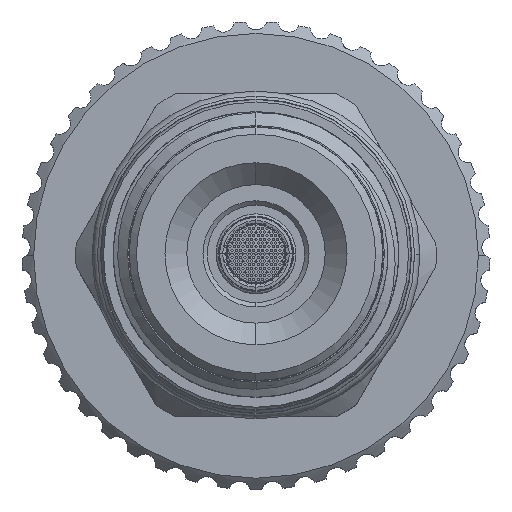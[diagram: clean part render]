
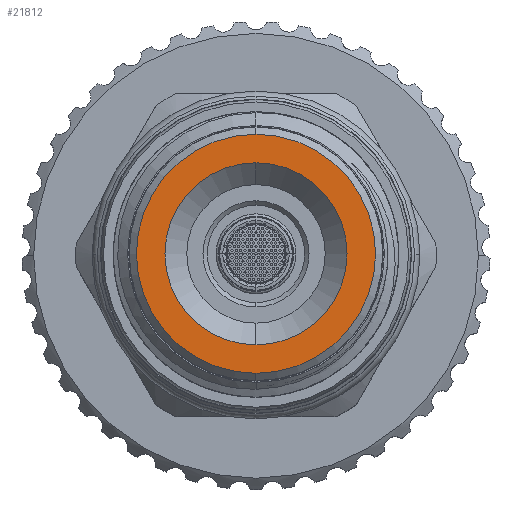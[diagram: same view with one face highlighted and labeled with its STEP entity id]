
A CAD part, top view. The second image highlights one B-rep face of the part: STEP entity #21812.
In plain terms, the highlighted planar face has unit normal (0, 0, 1).
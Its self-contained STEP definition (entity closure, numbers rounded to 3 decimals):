
#521 = CARTESIAN_POINT ( 'NONE',  ( 0., 6.265, 77.63 ) ) ;
#6391 = CIRCLE ( 'NONE', #84225, 6.265 ) ;
#11054 = EDGE_CURVE ( 'NONE', #55517, #11382, #65562, .T. ) ;
#11382 = VERTEX_POINT ( 'NONE', #34184 ) ;
#12792 = DIRECTION ( 'NONE',  ( 0., -1., 0. ) ) ;
#13419 = CARTESIAN_POINT ( 'NONE',  ( 0., 0., 77.63 ) ) ;
#14403 = AXIS2_PLACEMENT_3D ( 'NONE', #73643, #72695, #12792 ) ;
#14756 = FACE_BOUND ( 'NONE', #87668, .T. ) ;
#17103 = ORIENTED_EDGE ( 'NONE', *, *, #86883, .F. ) ;
#19167 = CARTESIAN_POINT ( 'NONE',  ( 0., 0., 77.63 ) ) ;
#21812 = ADVANCED_FACE ( 'NONE', ( #86615, #14756 ), #35784, .F. ) ;
#23866 = VERTEX_POINT ( 'NONE', #521 ) ;
#26080 = DIRECTION ( 'NONE',  ( 0., 0., 1. ) ) ;
#29182 = DIRECTION ( 'NONE',  ( 0., 1., 0. ) ) ;
#30810 = CARTESIAN_POINT ( 'NONE',  ( 0., -6.265, 77.63 ) ) ;
#34184 = CARTESIAN_POINT ( 'NONE',  ( 0., -8.225, 77.63 ) ) ;
#35784 = PLANE ( 'NONE',  #14403 ) ;
#35809 = EDGE_LOOP ( 'NONE', ( #48466, #96408 ) ) ;
#40023 = CARTESIAN_POINT ( 'NONE',  ( 0., 0., 77.63 ) ) ;
#42773 = DIRECTION ( 'NONE',  ( 0., -1., 0. ) ) ;
#43525 = ORIENTED_EDGE ( 'NONE', *, *, #78358, .F. ) ;
#48301 = CARTESIAN_POINT ( 'NONE',  ( 0., 8.225, 77.63 ) ) ;
#48466 = ORIENTED_EDGE ( 'NONE', *, *, #89334, .T. ) ;
#49428 = DIRECTION ( 'NONE',  ( 0., 1., 0. ) ) ;
#55165 = DIRECTION ( 'NONE',  ( 0., -1., 0. ) ) ;
#55517 = VERTEX_POINT ( 'NONE', #48301 ) ;
#58561 = CARTESIAN_POINT ( 'NONE',  ( 0., 0., 77.63 ) ) ;
#60068 = AXIS2_PLACEMENT_3D ( 'NONE', #58561, #73057, #42773 ) ;
#65562 = CIRCLE ( 'NONE', #84732, 8.225 ) ;
#69217 = CIRCLE ( 'NONE', #60068, 8.225 ) ;
#72695 = DIRECTION ( 'NONE',  ( 0., 0., -1. ) ) ;
#73057 = DIRECTION ( 'NONE',  ( 0., 0., 1. ) ) ;
#73643 = CARTESIAN_POINT ( 'NONE',  ( 0., 0., 77.63 ) ) ;
#78358 = EDGE_CURVE ( 'NONE', #23866, #88062, #6391, .T. ) ;
#84225 = AXIS2_PLACEMENT_3D ( 'NONE', #19167, #26080, #49428 ) ;
#84732 = AXIS2_PLACEMENT_3D ( 'NONE', #40023, #92693, #55165 ) ;
#86615 = FACE_OUTER_BOUND ( 'NONE', #35809, .T. ) ;
#86883 = EDGE_CURVE ( 'NONE', #88062, #23866, #91800, .T. ) ;
#87668 = EDGE_LOOP ( 'NONE', ( #43525, #17103 ) ) ;
#88062 = VERTEX_POINT ( 'NONE', #30810 ) ;
#88445 = DIRECTION ( 'NONE',  ( 0., 0., 1. ) ) ;
#89334 = EDGE_CURVE ( 'NONE', #11382, #55517, #69217, .T. ) ;
#89612 = AXIS2_PLACEMENT_3D ( 'NONE', #13419, #88445, #29182 ) ;
#91800 = CIRCLE ( 'NONE', #89612, 6.265 ) ;
#92693 = DIRECTION ( 'NONE',  ( 0., 0., 1. ) ) ;
#96408 = ORIENTED_EDGE ( 'NONE', *, *, #11054, .T. ) ;
